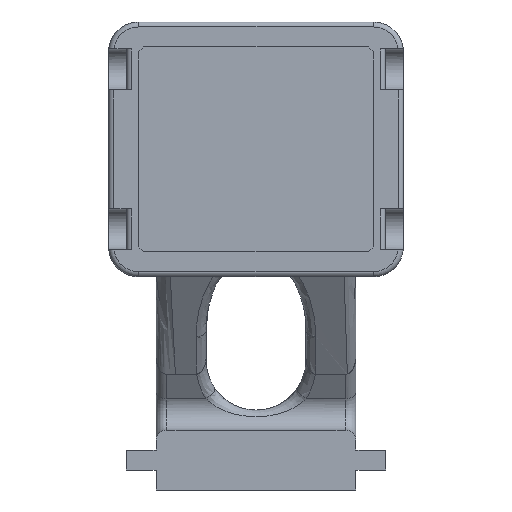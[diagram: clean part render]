
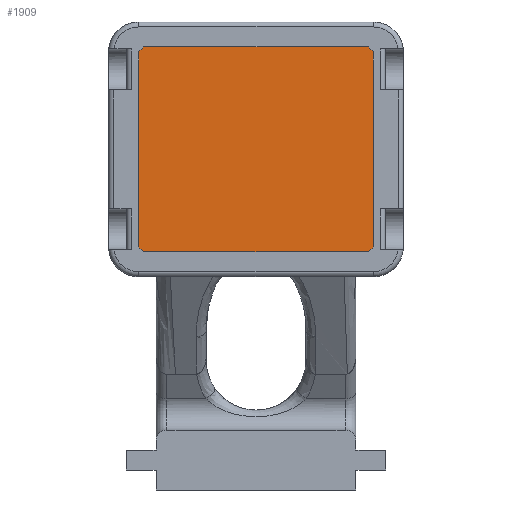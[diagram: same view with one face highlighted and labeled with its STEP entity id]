
A CAD part, front view. The second image highlights one B-rep face of the part: STEP entity #1909.
In plain terms, the highlighted face is planar.
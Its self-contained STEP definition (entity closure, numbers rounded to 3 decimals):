
#207=PLANE('',#2116);
#307=FACE_OUTER_BOUND('',#418,.T.);
#418=EDGE_LOOP('',(#1758,#1759,#1760,#1761,#1762,#1763,#1764,#1765));
#572=LINE('',#4831,#733);
#573=LINE('',#4834,#734);
#576=LINE('',#4839,#737);
#578=LINE('',#4847,#739);
#579=LINE('',#4850,#740);
#580=LINE('',#4852,#741);
#581=LINE('',#4854,#742);
#582=LINE('',#4855,#743);
#733=VECTOR('',#2585,10.);
#734=VECTOR('',#2588,10.);
#737=VECTOR('',#2593,10.);
#739=VECTOR('',#2601,10.);
#740=VECTOR('',#2604,10.);
#741=VECTOR('',#2605,10.);
#742=VECTOR('',#2606,10.);
#743=VECTOR('',#2607,10.);
#957=VERTEX_POINT('',#4827);
#958=VERTEX_POINT('',#4829);
#959=VERTEX_POINT('',#4833);
#960=VERTEX_POINT('',#4837);
#963=VERTEX_POINT('',#4845);
#964=VERTEX_POINT('',#4849);
#965=VERTEX_POINT('',#4851);
#966=VERTEX_POINT('',#4853);
#1224=EDGE_CURVE('',#958,#957,#572,.T.);
#1225=EDGE_CURVE('',#959,#957,#573,.T.);
#1228=EDGE_CURVE('',#958,#960,#576,.T.);
#1232=EDGE_CURVE('',#959,#963,#578,.T.);
#1233=EDGE_CURVE('',#964,#960,#579,.T.);
#1234=EDGE_CURVE('',#964,#965,#580,.T.);
#1235=EDGE_CURVE('',#966,#965,#581,.T.);
#1236=EDGE_CURVE('',#966,#963,#582,.T.);
#1758=ORIENTED_EDGE('',*,*,#1224,.F.);
#1759=ORIENTED_EDGE('',*,*,#1228,.T.);
#1760=ORIENTED_EDGE('',*,*,#1233,.F.);
#1761=ORIENTED_EDGE('',*,*,#1234,.T.);
#1762=ORIENTED_EDGE('',*,*,#1235,.F.);
#1763=ORIENTED_EDGE('',*,*,#1236,.T.);
#1764=ORIENTED_EDGE('',*,*,#1232,.F.);
#1765=ORIENTED_EDGE('',*,*,#1225,.T.);
#1909=ADVANCED_FACE('',(#307),#207,.T.);
#2116=AXIS2_PLACEMENT_3D('',#4848,#2602,#2603);
#2585=DIRECTION('',(-0.707,-0.707,0.));
#2588=DIRECTION('',(1.,0.,0.));
#2593=DIRECTION('',(0.,1.,0.));
#2601=DIRECTION('',(-0.707,0.707,0.));
#2602=DIRECTION('center_axis',(0.,0.,
1.));
#2603=DIRECTION('ref_axis',(0.,1.,0.));
#2604=DIRECTION('',(0.707,-0.707,0.));
#2605=DIRECTION('',(-1.,0.,0.));
#2606=DIRECTION('',(0.707,0.707,0.));
#2607=DIRECTION('',(0.,-1.,0.));
#4827=CARTESIAN_POINT('',(420.154,40.243,-25.656));
#4829=CARTESIAN_POINT('',(420.654,40.743,-25.656));
#4831=CARTESIAN_POINT('',(420.154,40.243,-25.656));
#4833=CARTESIAN_POINT('',(397.654,40.243,-25.656));
#4834=CARTESIAN_POINT('',(420.654,40.243,-25.656));
#4837=CARTESIAN_POINT('',(420.654,60.243,-25.656));
#4839=CARTESIAN_POINT('',(420.654,60.743,-25.656));
#4845=CARTESIAN_POINT('',(397.154,40.743,-25.656));
#4847=CARTESIAN_POINT('',(397.904,39.993,-25.656));
#4848=CARTESIAN_POINT('Origin',(408.904,50.493,-25.656));
#4849=CARTESIAN_POINT('',(420.154,60.743,-25.656));
#4850=CARTESIAN_POINT('',(419.904,60.993,-25.656));
#4851=CARTESIAN_POINT('',(397.654,60.743,-25.656));
#4852=CARTESIAN_POINT('',(397.154,60.743,-25.656));
#4853=CARTESIAN_POINT('',(397.154,60.243,-25.656));
#4854=CARTESIAN_POINT('',(397.654,60.743,-25.656));
#4855=CARTESIAN_POINT('',(397.154,40.243,-25.656));
